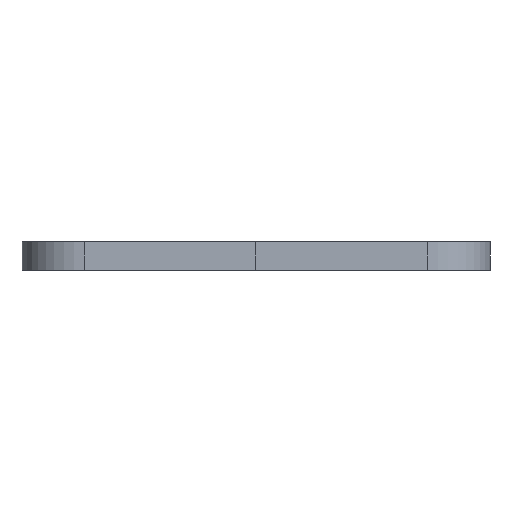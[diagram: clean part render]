
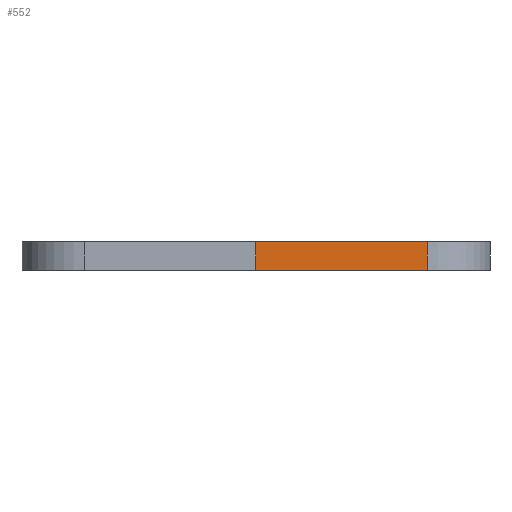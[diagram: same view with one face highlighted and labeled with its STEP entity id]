
A CAD part, left-side view. The second image highlights one B-rep face of the part: STEP entity #552.
In plain terms, the highlighted planar face has unit normal (-1, 0, 0).
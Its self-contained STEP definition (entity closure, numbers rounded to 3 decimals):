
#145=CARTESIAN_POINT('Line Origine',(-11.,-15.,5.)) ;
#149=CARTESIAN_POINT('Vertex',(-11.,0.,5.)) ;
#151=CARTESIAN_POINT('Vertex',(-11.,-30.,5.)) ;
#522=CARTESIAN_POINT('Axis2P3D Location',(-11.,0.,0.)) ;
#527=CARTESIAN_POINT('Line Origine',(-11.,0.,2.5)) ;
#531=CARTESIAN_POINT('Vertex',(-11.,0.,0.)) ;
#534=CARTESIAN_POINT('Line Origine',(-11.,-15.,0.)) ;
#538=CARTESIAN_POINT('Vertex',(-11.,-30.,0.)) ;
#541=CARTESIAN_POINT('Line Origine',(-11.,-30.,2.5)) ;
#146=DIRECTION('Vector Direction',(0.,-1.,0.)) ;
#523=DIRECTION('Axis2P3D Direction',(-1.,0.,0.)) ;
#524=DIRECTION('Axis2P3D XDirection',(0.,-1.,0.)) ;
#528=DIRECTION('Vector Direction',(0.,0.,1.)) ;
#535=DIRECTION('Vector Direction',(0.,-1.,0.)) ;
#542=DIRECTION('Vector Direction',(0.,0.,1.)) ;
#525=AXIS2_PLACEMENT_3D('Plane Axis2P3D',#522,#523,#524) ;
#547=ORIENTED_EDGE('',*,*,#533,.F.) ;
#548=ORIENTED_EDGE('',*,*,#540,.T.) ;
#549=ORIENTED_EDGE('',*,*,#545,.T.) ;
#550=ORIENTED_EDGE('',*,*,#153,.F.) ;
#147=VECTOR('Line Direction',#146,1.) ;
#529=VECTOR('Line Direction',#528,1.) ;
#536=VECTOR('Line Direction',#535,1.) ;
#543=VECTOR('Line Direction',#542,1.) ;
#552=ADVANCED_FACE('Corps principal',(#551),#526,.T.) ;
#153=EDGE_CURVE('',#150,#152,#148,.T.) ;
#533=EDGE_CURVE('',#532,#150,#530,.T.) ;
#540=EDGE_CURVE('',#532,#539,#537,.T.) ;
#545=EDGE_CURVE('',#539,#152,#544,.T.) ;
#546=EDGE_LOOP('',(#547,#548,#549,#550)) ;
#551=FACE_OUTER_BOUND('',#546,.T.) ;
#148=LINE('Line',#145,#147) ;
#530=LINE('Line',#527,#529) ;
#537=LINE('Line',#534,#536) ;
#544=LINE('Line',#541,#543) ;
#526=PLANE('',#525) ;
#150=VERTEX_POINT('',#149) ;
#152=VERTEX_POINT('',#151) ;
#532=VERTEX_POINT('',#531) ;
#539=VERTEX_POINT('',#538) ;
